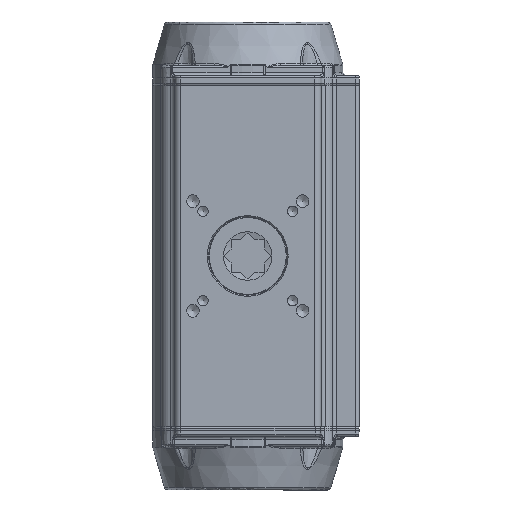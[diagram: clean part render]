
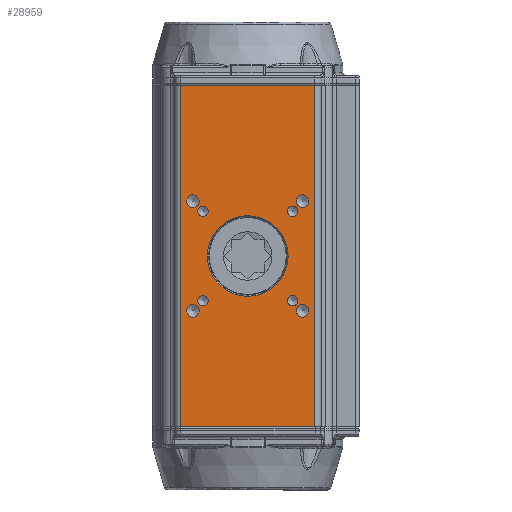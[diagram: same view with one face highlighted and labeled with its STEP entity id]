
A CAD part, front view. The second image highlights one B-rep face of the part: STEP entity #28959.
In plain terms, the highlighted planar face has unit normal (0, -1, 0).
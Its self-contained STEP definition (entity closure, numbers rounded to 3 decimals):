
#2588=LINE('',#40972,#4211);
#2589=LINE('',#40974,#4212);
#2590=LINE('',#40976,#4213);
#2591=LINE('',#40978,#4214);
#4211=VECTOR('',#33818,1000.);
#4212=VECTOR('',#33821,1000.);
#4213=VECTOR('',#33822,1000.);
#4214=VECTOR('',#33823,1000.);
#6339=ORIENTED_EDGE('',*,*,#15303,.F.);
#6340=ORIENTED_EDGE('',*,*,#15302,.T.);
#6341=ORIENTED_EDGE('',*,*,#15304,.T.);
#6342=ORIENTED_EDGE('',*,*,#15305,.F.);
#6343=ORIENTED_EDGE('',*,*,#15306,.T.);
#6344=ORIENTED_EDGE('',*,*,#15307,.T.);
#6345=ORIENTED_EDGE('',*,*,#15308,.T.);
#6346=ORIENTED_EDGE('',*,*,#15309,.T.);
#6347=ORIENTED_EDGE('',*,*,#15310,.T.);
#6348=ORIENTED_EDGE('',*,*,#15311,.T.);
#6349=ORIENTED_EDGE('',*,*,#15312,.T.);
#6350=ORIENTED_EDGE('',*,*,#15313,.T.);
#6351=ORIENTED_EDGE('',*,*,#15314,.T.);
#15302=EDGE_CURVE('',#19777,#19778,#2588,.T.);
#15303=EDGE_CURVE('',#19777,#19779,#2589,.T.);
#15304=EDGE_CURVE('',#19778,#19780,#2590,.T.);
#15305=EDGE_CURVE('',#19779,#19780,#2591,.T.);
#15306=EDGE_CURVE('',#19781,#19781,#22645,.T.);
#15307=EDGE_CURVE('',#19782,#19782,#22646,.T.);
#15308=EDGE_CURVE('',#19783,#19783,#22647,.T.);
#15309=EDGE_CURVE('',#19784,#19784,#22648,.T.);
#15310=EDGE_CURVE('',#19785,#19785,#22649,.T.);
#15311=EDGE_CURVE('',#19786,#19786,#22650,.T.);
#15312=EDGE_CURVE('',#19787,#19787,#22651,.T.);
#15313=EDGE_CURVE('',#19788,#19788,#22652,.T.);
#15314=EDGE_CURVE('',#19789,#19789,#22653,.T.);
#19777=VERTEX_POINT('',#40969);
#19778=VERTEX_POINT('',#40971);
#19779=VERTEX_POINT('',#40975);
#19780=VERTEX_POINT('',#40977);
#19781=VERTEX_POINT('',#40980);
#19782=VERTEX_POINT('',#40982);
#19783=VERTEX_POINT('',#40984);
#19784=VERTEX_POINT('',#40986);
#19785=VERTEX_POINT('',#40988);
#19786=VERTEX_POINT('',#40990);
#19787=VERTEX_POINT('',#40992);
#19788=VERTEX_POINT('',#40994);
#19789=VERTEX_POINT('',#40996);
#22645=CIRCLE('',#30971,4.188);
#22646=CIRCLE('',#30972,4.188);
#22647=CIRCLE('',#30973,4.188);
#22648=CIRCLE('',#30974,4.188);
#22649=CIRCLE('',#30975,5.053);
#22650=CIRCLE('',#30976,5.053);
#22651=CIRCLE('',#30977,5.053);
#22652=CIRCLE('',#30978,5.053);
#22653=CIRCLE('',#30979,32.481);
#23936=EDGE_LOOP('',(#6339,#6340,#6341,#6342));
#23937=EDGE_LOOP('',(#6343));
#23938=EDGE_LOOP('',(#6344));
#23939=EDGE_LOOP('',(#6345));
#23940=EDGE_LOOP('',(#6346));
#23941=EDGE_LOOP('',(#6347));
#23942=EDGE_LOOP('',(#6348));
#23943=EDGE_LOOP('',(#6349));
#23944=EDGE_LOOP('',(#6350));
#23945=EDGE_LOOP('',(#6351));
#26168=FACE_BOUND('',#23936,.T.);
#26169=FACE_BOUND('',#23937,.T.);
#26170=FACE_BOUND('',#23938,.T.);
#26171=FACE_BOUND('',#23939,.T.);
#26172=FACE_BOUND('',#23940,.T.);
#26173=FACE_BOUND('',#23941,.T.);
#26174=FACE_BOUND('',#23942,.T.);
#26175=FACE_BOUND('',#23943,.T.);
#26176=FACE_BOUND('',#23944,.T.);
#26177=FACE_BOUND('',#23945,.T.);
#28409=PLANE('',#30970);
#28959=ADVANCED_FACE('',(#26168,#26169,#26170,#26171,#26172,#26173,#26174,
#26175,#26176,#26177),#28409,.T.);
#30970=AXIS2_PLACEMENT_3D('',#40973,#33819,#33820);
#30971=AXIS2_PLACEMENT_3D('',#40979,#33824,#33825);
#30972=AXIS2_PLACEMENT_3D('',#40981,#33826,#33827);
#30973=AXIS2_PLACEMENT_3D('',#40983,#33828,#33829);
#30974=AXIS2_PLACEMENT_3D('',#40985,#33830,#33831);
#30975=AXIS2_PLACEMENT_3D('',#40987,#33832,#33833);
#30976=AXIS2_PLACEMENT_3D('',#40989,#33834,#33835);
#30977=AXIS2_PLACEMENT_3D('',#40991,#33836,#33837);
#30978=AXIS2_PLACEMENT_3D('',#40993,#33838,#33839);
#30979=AXIS2_PLACEMENT_3D('',#40995,#33840,#33841);
#33818=DIRECTION('',(0.,0.,-1.));
#33819=DIRECTION('',(0.,-1.,0.));
#33820=DIRECTION('',(0.,0.,-1.));
#33821=DIRECTION('',(1.,0.,0.));
#33822=DIRECTION('',(1.,0.,0.));
#33823=DIRECTION('',(0.,0.,-1.));
#33824=DIRECTION('',(0.,1.,0.));
#33825=DIRECTION('',(0.,0.,-1.));
#33826=DIRECTION('',(0.,1.,0.));
#33827=DIRECTION('',(0.,0.,-1.));
#33828=DIRECTION('',(0.,1.,0.));
#33829=DIRECTION('',(0.,0.,-1.));
#33830=DIRECTION('',(0.,1.,0.));
#33831=DIRECTION('',(0.,0.,-1.));
#33832=DIRECTION('',(0.,1.,0.));
#33833=DIRECTION('',(0.,0.,-1.));
#33834=DIRECTION('',(0.,1.,0.));
#33835=DIRECTION('',(0.,0.,-1.));
#33836=DIRECTION('',(0.,1.,0.));
#33837=DIRECTION('',(0.,0.,-1.));
#33838=DIRECTION('',(0.,1.,0.));
#33839=DIRECTION('',(0.,0.,-1.));
#33840=DIRECTION('',(0.,1.,0.));
#33841=DIRECTION('',(0.,0.,-1.));
#40969=CARTESIAN_POINT('',(-54.,-89.,275.));
#40971=CARTESIAN_POINT('',(-54.,-89.,0.));
#40972=CARTESIAN_POINT('',(-54.,-89.,0.));
#40973=CARTESIAN_POINT('',(-54.,-89.,0.));
#40974=CARTESIAN_POINT('',(8.781,-89.,275.));
#40975=CARTESIAN_POINT('',(54.,-89.,275.));
#40976=CARTESIAN_POINT('',(8.781,-89.,0.));
#40977=CARTESIAN_POINT('',(54.,-89.,0.));
#40978=CARTESIAN_POINT('',(54.,-89.,0.));
#40979=CARTESIAN_POINT('',(36.062,-89.,173.562));
#40980=CARTESIAN_POINT('',(36.062,-89.,169.374));
#40981=CARTESIAN_POINT('',(-36.062,-89.,173.562));
#40982=CARTESIAN_POINT('',(-36.062,-89.,169.374));
#40983=CARTESIAN_POINT('',(-36.062,-89.,101.438));
#40984=CARTESIAN_POINT('',(-36.062,-89.,97.25));
#40985=CARTESIAN_POINT('',(36.062,-89.,101.438));
#40986=CARTESIAN_POINT('',(36.062,-89.,97.25));
#40987=CARTESIAN_POINT('',(-44.194,-89.,181.694));
#40988=CARTESIAN_POINT('',(-44.194,-89.,176.641));
#40989=CARTESIAN_POINT('',(-44.194,-89.,93.306));
#40990=CARTESIAN_POINT('',(-44.194,-89.,88.253));
#40991=CARTESIAN_POINT('',(44.194,-89.,93.306));
#40992=CARTESIAN_POINT('',(44.194,-89.,88.253));
#40993=CARTESIAN_POINT('',(44.194,-89.,181.694));
#40994=CARTESIAN_POINT('',(44.194,-89.,176.641));
#40995=CARTESIAN_POINT('',(0.,-89.,137.5));
#40996=CARTESIAN_POINT('',(0.,-89.,105.019));
